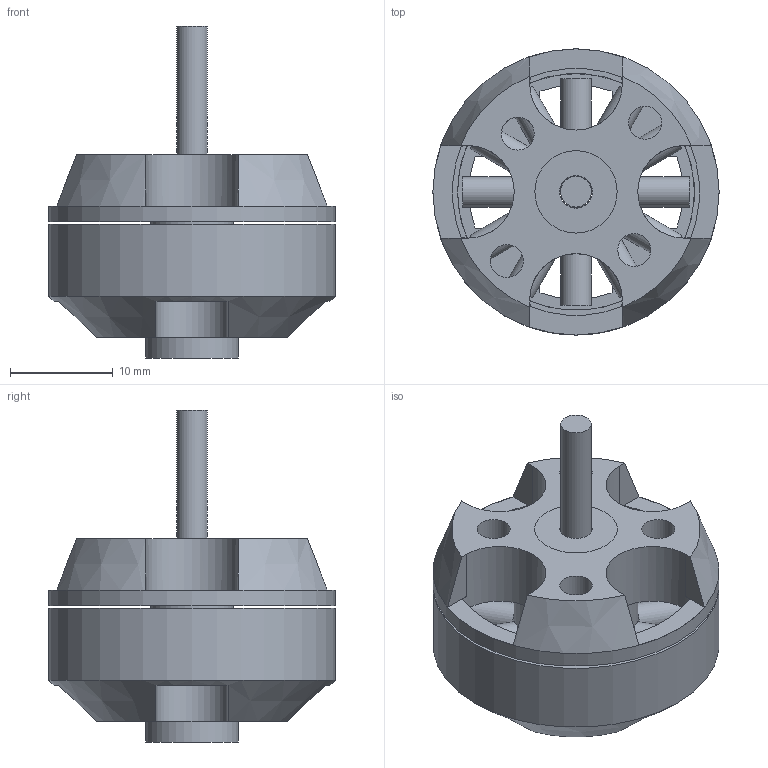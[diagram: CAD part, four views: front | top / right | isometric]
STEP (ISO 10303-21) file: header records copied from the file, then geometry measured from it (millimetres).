
FILE_DESCRIPTION(/* description */ (''),/* implementation_level */ '2;1');
FILE_NAME(/* name */ 'C2822 1400KV BLDC v25.step',/* time_stamp */ '2022-03-03T17:32:50+09:00',/* author */ (''),/* organization */ (''),/* preprocessor_version */ 'ST-DEVELOPER v18.1',/* originating_system */ 'Autodesk Translation Framework v10.13.0.1454',/* authorisation */ '');
FILE_SCHEMA (('AUTOMOTIVE_DESIGN { 1 0 10303 214 3 1 1 }'));
Length unit declared in the file: millimetre
Products named in the file (1): C2822 1400KV BLDC
Bounding box: 27.8 x 27.8 x 32.25 mm (x, y, z)
Volume: 6042.9 mm3; surface area: 6441.7 mm2
Topology: 18 solids, 18 shells, 124 faces, 282 edges, 188 vertices
Faces by surface type: plane 66, cylinder 56, cone 2
Full cylindrical faces by diameter (mm): 3 x14, 3.17 x3, 3.2 x4, 8 x2, 9 x1, 12 x1, 23 x1, 27.8 x2
Entity records: 3639 total; most frequent: DIRECTION 664, CARTESIAN_POINT 627, ORIENTED_EDGE 564, EDGE_CURVE 282, AXIS2_PLACEMENT_3D 273, VERTEX_POINT 188, EDGE_LOOP 150, CIRCLE 148
